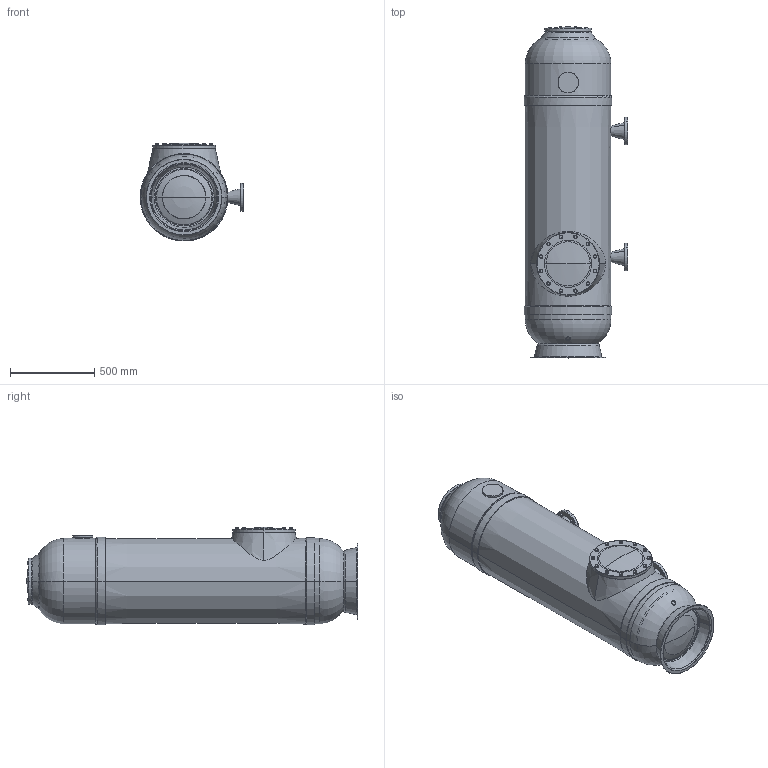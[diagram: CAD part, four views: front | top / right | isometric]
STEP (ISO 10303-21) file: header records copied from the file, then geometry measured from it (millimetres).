
FILE_DESCRIPTION (( 'STEP AP214' ), '1' );
FILE_NAME ('Balearic_50c_1200_lateral.STEP', '2021-01-06T09:07:02', ( '' ), ( '' ), 'SwSTEP 2.0', 'SolidWorks 2019', '' );
FILE_SCHEMA (( 'AUTOMOTIVE_DESIGN' ));
Length unit declared in the file: millimetre
Products named in the file (1): Balearic_50c_1200_lateral
Bounding box: 616 x 1974.79 x 582.76 mm (x, y, z)
Surface area: 7892360 mm2 (no closed solid volume)
Topology: 0 solids, 62 shells, 846 faces, 1855 edges, 1136 vertices
Faces by surface type: cylinder 274, plane 266, cone 216, torus 76, sphere 14
Entity records: 41751 total; most frequent: CARTESIAN_POINT 13751, DIRECTION 3747, ORIENTED_EDGE 3624, EDGE_CURVE 1829, AXIS2_PLACEMENT_3D 1603, VERTEX_POINT 1134, EDGE_LOOP 1012, UNCERTAINTY_MEASURE_WITH_UNIT 901
